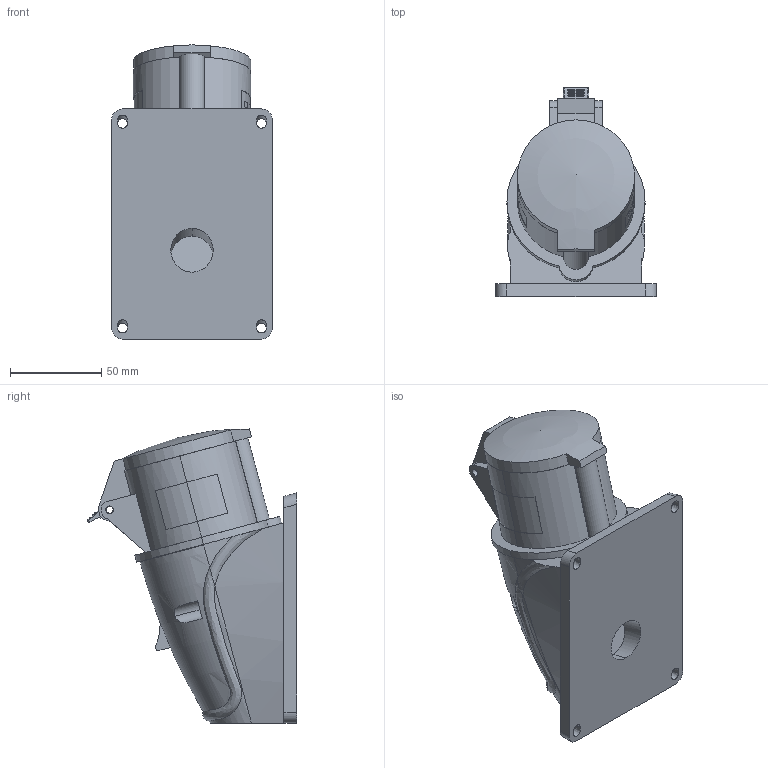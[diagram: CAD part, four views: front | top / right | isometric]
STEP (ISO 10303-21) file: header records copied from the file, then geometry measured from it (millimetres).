
FILE_DESCRIPTION (( 'STEP AP214' ), '1' );
FILE_NAME ('PSN11-032-3 Ðîçåòêà ñòàöèîíàðíàÿ ÑÑÈ-123 32À-6÷_200-250Â 2Ð+ÐÅ IP44 MAGNUM ÈÝÊ1.STEP', '2025-09-15T13:32:35', ( '' ), ( '' ), 'SwSTEP 2.0', 'SolidWorks 2022', '' );
FILE_SCHEMA (( 'AUTOMOTIVE_DESIGN' ));
Length unit declared in the file: millimetre
Products named in the file (1): PSN11-032-3 Розетка стационарная ССИ-123 32А-6ч_200-250В 2Р+РЕ IP44 MAGNUM ИЭК1
Bounding box: 88 x 114.53 x 160.9 mm (x, y, z)
Volume: 320182.2 mm3; surface area: 130143.4 mm2
Topology: 2 solids, 2 shells, 463 faces, 1256 edges, 827 vertices
Faces by surface type: plane 264, cylinder 149, bspline 19, sphere 11, cone 11, torus 9
Entity records: 21357 total; most frequent: CARTESIAN_POINT 9742, ORIENTED_EDGE 2486, DIRECTION 2307, EDGE_CURVE 1243, VERTEX_POINT 823, AXIS2_PLACEMENT_3D 804, LINE 699, VECTOR 699
